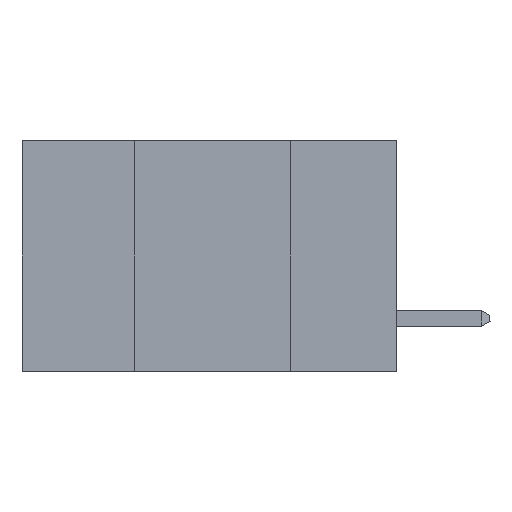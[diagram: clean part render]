
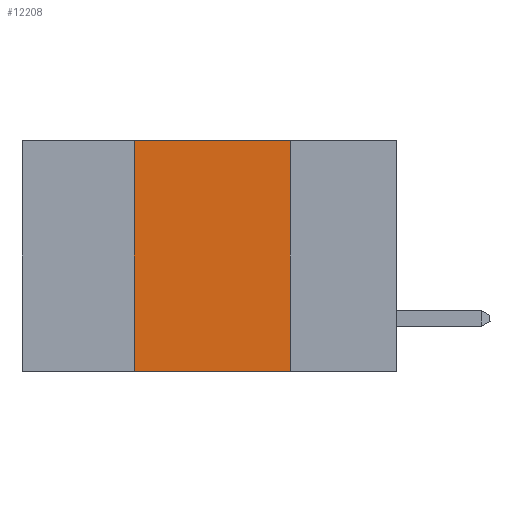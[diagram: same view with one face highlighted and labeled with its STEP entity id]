
A CAD part, left-side view. The second image highlights one B-rep face of the part: STEP entity #12208.
In plain terms, the highlighted planar face has unit normal (-1, 0, 0).
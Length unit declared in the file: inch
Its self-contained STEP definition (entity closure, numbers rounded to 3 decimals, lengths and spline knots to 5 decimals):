
#780 = ORIENTED_EDGE ( 'NONE', *, *, #3848, .T. ) ;
#871 = EDGE_CURVE ( 'NONE', #17066, #13110, #17919, .T. ) ;
#1484 = DIRECTION ( 'NONE',  ( 0., -1., 0. ) ) ;
#3060 = DIRECTION ( 'NONE',  ( 0., -1., 0. ) ) ;
#3414 = DIRECTION ( 'NONE',  ( 0., 0., 1. ) ) ;
#3500 = CARTESIAN_POINT ( 'NONE',  ( 0., 0.42, -0.37 ) ) ;
#3848 = EDGE_CURVE ( 'NONE', #6819, #13110, #12659, .T. ) ;
#4230 = LINE ( 'NONE', #21002, #24637 ) ;
#4590 = CARTESIAN_POINT ( 'NONE',  ( 0., 0.17, -0.37 ) ) ;
#5158 = FACE_OUTER_BOUND ( 'NONE', #11543, .T. ) ;
#6141 = VECTOR ( 'NONE', #20297, 39.37008 ) ;
#6333 = CARTESIAN_POINT ( 'NONE',  ( 0., 0.17, 0. ) ) ;
#6732 = EDGE_CURVE ( 'NONE', #6819, #8440, #4230, .T. ) ;
#6819 = VERTEX_POINT ( 'NONE', #3500 ) ;
#7452 = PLANE ( 'NONE',  #17501 ) ;
#8440 = VERTEX_POINT ( 'NONE', #25159 ) ;
#11543 = EDGE_LOOP ( 'NONE', ( #12546, #16332, #22418, #780 ) ) ;
#12208 = ADVANCED_FACE ( 'NONE', ( #5158 ), #7452, .F. ) ;
#12546 = ORIENTED_EDGE ( 'NONE', *, *, #871, .F. ) ;
#12659 = LINE ( 'NONE', #23858, #26390 ) ;
#13110 = VERTEX_POINT ( 'NONE', #4590 ) ;
#15721 = DIRECTION ( 'NONE',  ( 0., 0., -1. ) ) ;
#16042 = CARTESIAN_POINT ( 'NONE',  ( 0., 0.17, 0. ) ) ;
#16332 = ORIENTED_EDGE ( 'NONE', *, *, #25019, .F. ) ;
#16544 = VECTOR ( 'NONE', #3060, 39.37008 ) ;
#17066 = VERTEX_POINT ( 'NONE', #16042 ) ;
#17501 = AXIS2_PLACEMENT_3D ( 'NONE', #17527, #17612, #15721 ) ;
#17527 = CARTESIAN_POINT ( 'NONE',  ( 0., 0.6, 0. ) ) ;
#17612 = DIRECTION ( 'NONE',  ( 1., 0., 0. ) ) ;
#17919 = LINE ( 'NONE', #6333, #6141 ) ;
#19551 = CARTESIAN_POINT ( 'NONE',  ( 0., 0.6, 0. ) ) ;
#20297 = DIRECTION ( 'NONE',  ( 0., 0., -1. ) ) ;
#20661 = LINE ( 'NONE', #19551, #16544 ) ;
#21002 = CARTESIAN_POINT ( 'NONE',  ( 0., 0.42, 0. ) ) ;
#22418 = ORIENTED_EDGE ( 'NONE', *, *, #6732, .F. ) ;
#23858 = CARTESIAN_POINT ( 'NONE',  ( 0., 0.6, -0.37 ) ) ;
#24637 = VECTOR ( 'NONE', #3414, 39.37008 ) ;
#25019 = EDGE_CURVE ( 'NONE', #8440, #17066, #20661, .T. ) ;
#25159 = CARTESIAN_POINT ( 'NONE',  ( 0., 0.42, 0. ) ) ;
#26390 = VECTOR ( 'NONE', #1484, 39.37008 ) ;
